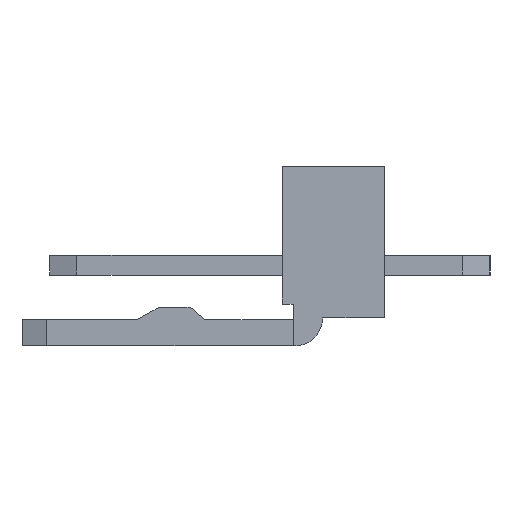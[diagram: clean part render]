
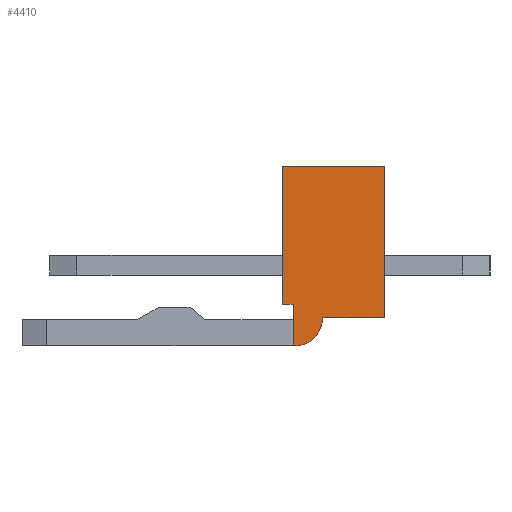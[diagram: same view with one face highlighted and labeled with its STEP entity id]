
A CAD part, left-side view. The second image highlights one B-rep face of the part: STEP entity #4410.
In plain terms, the highlighted planar face has unit normal (-1, 0, 0).
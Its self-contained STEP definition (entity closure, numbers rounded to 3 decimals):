
#1=DIRECTION('',(0.,0.,1.));
#2=VECTOR('',#1,1.35);
#3=CARTESIAN_POINT('',(-17.25,1.3,-2.85));
#4=LINE('',#3,#2);
#5=DIRECTION('',(0.,-1.,0.));
#6=VECTOR('',#5,0.35);
#7=CARTESIAN_POINT('',(-17.25,1.65,-1.5));
#8=LINE('',#7,#6);
#9=DIRECTION('',(0.,0.,1.));
#10=VECTOR('',#9,4.45);
#11=CARTESIAN_POINT('',(-17.25,1.65,-1.5));
#12=LINE('',#11,#10);
#13=DIRECTION('',(0.,-1.,0.));
#14=VECTOR('',#13,3.3);
#15=CARTESIAN_POINT('',(-17.25,1.65,2.95));
#16=LINE('',#15,#14);
#17=DIRECTION('',(0.,0.,-1.));
#18=VECTOR('',#17,4.9);
#19=CARTESIAN_POINT('',(-17.25,-1.65,2.95));
#20=LINE('',#19,#18);
#21=DIRECTION('',(0.,1.,0.));
#22=VECTOR('',#21,2.);
#23=CARTESIAN_POINT('',(-17.25,-1.65,-1.95));
#24=LINE('',#23,#22);
#25=CARTESIAN_POINT('',(-17.25,1.25,-1.95));
#26=DIRECTION('',(1.,0.,0.));
#27=DIRECTION('',(0.,-1.,0.));
#28=AXIS2_PLACEMENT_3D('',#25,#26,#27);
#30=DIRECTION('',(0.,1.,0.));
#31=VECTOR('',#30,0.05);
#32=CARTESIAN_POINT('',(-17.25,1.25,-2.85));
#33=LINE('',#32,#31);
#3291=CARTESIAN_POINT('',(-17.25,1.65,2.95));
#3292=CARTESIAN_POINT('',(-17.25,-1.65,2.95));
#3293=VERTEX_POINT('',#3291);
#3294=VERTEX_POINT('',#3292);
#3295=CARTESIAN_POINT('',(-17.25,-1.65,-1.95));
#3296=VERTEX_POINT('',#3295);
#3297=CARTESIAN_POINT('',(-17.25,0.35,-1.95));
#3298=VERTEX_POINT('',#3297);
#3299=CARTESIAN_POINT('',(-17.25,1.25,-2.85));
#3300=VERTEX_POINT('',#3299);
#4359=CARTESIAN_POINT('',(-17.25,1.3,-2.85));
#4360=CARTESIAN_POINT('',(-17.25,1.3,-1.5));
#4361=VERTEX_POINT('',#4359);
#4362=VERTEX_POINT('',#4360);
#4367=CARTESIAN_POINT('',(-17.25,1.65,-1.5));
#4369=VERTEX_POINT('',#4367);
#4387=CARTESIAN_POINT('',(-17.25,0.,0.));
#4388=DIRECTION('',(1.,0.,0.));
#4389=DIRECTION('',(0.,0.,-1.));
#4390=AXIS2_PLACEMENT_3D('',#4387,#4388,#4389);
#4391=PLANE('',#4390);
#4393=ORIENTED_EDGE('',*,*,#4392,.T.);
#4395=ORIENTED_EDGE('',*,*,#4394,.F.);
#4397=ORIENTED_EDGE('',*,*,#4396,.T.);
#4399=ORIENTED_EDGE('',*,*,#4398,.T.);
#4401=ORIENTED_EDGE('',*,*,#4400,.T.);
#4403=ORIENTED_EDGE('',*,*,#4402,.T.);
#4405=ORIENTED_EDGE('',*,*,#4404,.T.);
#4407=ORIENTED_EDGE('',*,*,#4406,.T.);
#4408=EDGE_LOOP('',(#4393,#4395,#4397,#4399,#4401,#4403,#4405,#4407));
#4409=FACE_OUTER_BOUND('',#4408,.F.);
#4410=ADVANCED_FACE('',(#4409),#4391,.F.);
#29=CIRCLE('',#28,0.9);
#4392=EDGE_CURVE('',#4361,#4362,#4,.T.);
#4394=EDGE_CURVE('',#4369,#4362,#8,.T.);
#4396=EDGE_CURVE('',#4369,#3293,#12,.T.);
#4398=EDGE_CURVE('',#3293,#3294,#16,.T.);
#4400=EDGE_CURVE('',#3294,#3296,#20,.T.);
#4402=EDGE_CURVE('',#3296,#3298,#24,.T.);
#4404=EDGE_CURVE('',#3298,#3300,#29,.T.);
#4406=EDGE_CURVE('',#3300,#4361,#33,.T.);
